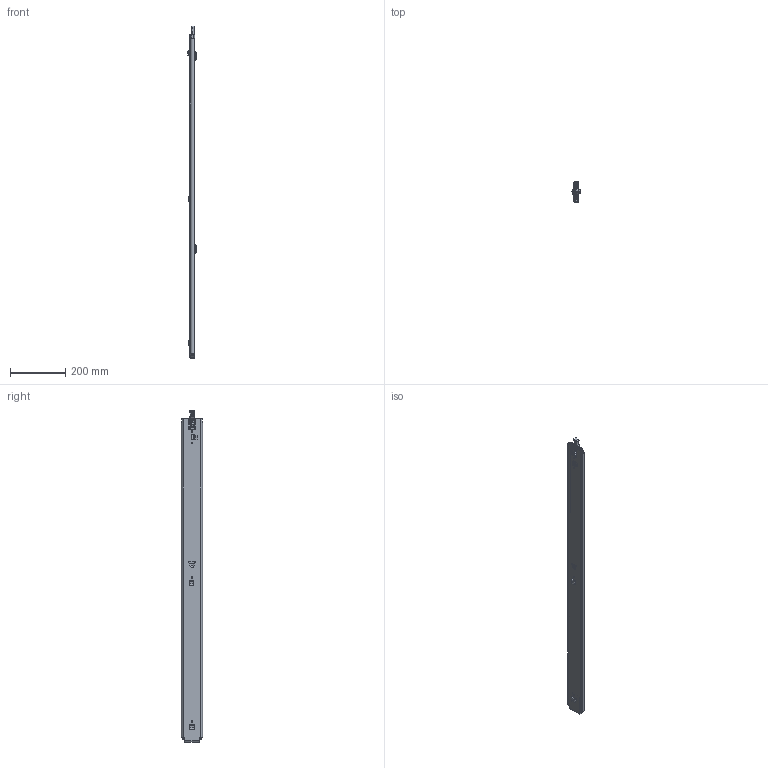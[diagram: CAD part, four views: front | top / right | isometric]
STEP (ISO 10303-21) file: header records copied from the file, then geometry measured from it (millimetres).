
FILE_DESCRIPTION (( 'STEP AP214' ), '1' );
FILE_NAME ('FR_5400_L_SMT.1168mm_46inch_1,9_closed_right.STEP', '2022-10-28T04:56:49', ( '' ), ( '' ), 'SwSTEP 2.0', 'SolidWorks 2020', '' );
FILE_SCHEMA (( 'AUTOMOTIVE_DESIGN' ));
Length unit declared in the file: millimetre
Products named in the file (18): 5400 Connecting Rod_NL  46; 5400 Drawer Unlock.RIGHT; 5400 Drawer Lock Latch; 5400 Rod Actuator.re; 5400.XXX-02.T118 RIGHT_NL 46 Closed; 5400 Rivet_Drawer Latch Rivet; 5400.XXX-01.T118 RIGHT_NL 46; 5400 Rivet_Middle Latch Rivet; 5400.XXX-02.T118_NL 46; 5400 Rivet_Actuator Rivet; 5400.XXX-03.T118 RIGHT_NL 46 Closed; 5400 Rivet_Handle Rivet; 5400 Stop; 5400.XXX-03.T118 RIGHT_NL 46; 5400 Locking Handle RIGHT; FR_5400_L_SMT.1168mm_46inch_1,9_closed_right; 5400 Middle Latch
Assembly tree (17 placements, depth 3):
  FR_5400_L_SMT.1168mm_46inch_1,9_closed_right
    5400.XXX-01.T118 RIGHT_NL 46
      5400.XXX-01.T118 RIGHT_NL 46
    5400.XXX-03.T118 RIGHT_NL 46 Closed
      5400.XXX-03.T118 RIGHT_NL 46
      5400 Locking Handle RIGHT
      5400 Rivet_Handle Rivet
      5400 Drawer Lock Latch
      5400 Rivet_Drawer Latch Rivet
      5400 Drawer Unlock.RIGHT
      5400 Connecting Rod_NL  46
      5400 Rod Actuator.re
      5400 Rivet_Actuator Rivet
    5400.XXX-02.T118 RIGHT_NL 46 Closed
      5400.XXX-02.T118_NL 46
      5400 Stop
      5400 Middle Latch
      5400 Rivet_Middle Latch Rivet
Bounding box: 30.39 x 76.19 x 1200.37 mm (x, y, z)
Volume: 766693.9 mm3; surface area: 650857.5 mm2
Topology: 15 solids, 15 shells, 1056 faces, 2794 edges, 1750 vertices
Faces by surface type: plane 575, cylinder 398, bspline 52, torus 20, sphere 9, cone 2
Entity records: 37444 total; most frequent: CARTESIAN_POINT 9862, ORIENTED_EDGE 5570, DIRECTION 5407, EDGE_CURVE 2785, AXIS2_PLACEMENT_3D 1820, VECTOR 1767, LINE 1767, VERTEX_POINT 1748
